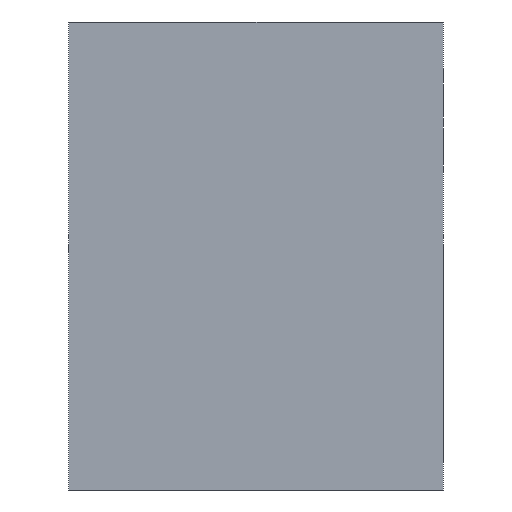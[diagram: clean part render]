
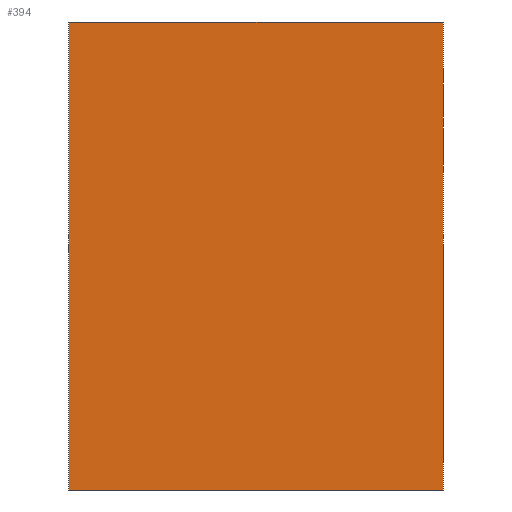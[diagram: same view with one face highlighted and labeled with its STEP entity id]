
A CAD part, left-side view. The second image highlights one B-rep face of the part: STEP entity #394.
In plain terms, the highlighted planar face has unit normal (-1, 0, 0).
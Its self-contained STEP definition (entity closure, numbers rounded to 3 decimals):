
#394 = ADVANCED_FACE( '', ( #896 ), #897, .T. );
#896 = FACE_OUTER_BOUND( '', #1485, .T. );
#897 = PLANE( '', #1486 );
#1485 = EDGE_LOOP( '', ( #2864, #2865, #2866, #2867 ) );
#1486 = AXIS2_PLACEMENT_3D( '', #2868, #2869, #2870 );
#2864 = ORIENTED_EDGE( '', *, *, #3830, .F. );
#2865 = ORIENTED_EDGE( '', *, *, #3865, .F. );
#2866 = ORIENTED_EDGE( '', *, *, #3685, .T. );
#2867 = ORIENTED_EDGE( '', *, *, #3681, .T. );
#2868 = CARTESIAN_POINT( '', ( -75., 40., 25. ) );
#2869 = DIRECTION( '', ( -1., 0., 0. ) );
#2870 = DIRECTION( '', ( 0., 0., 1. ) );
#3681 = EDGE_CURVE( '', #4301, #4298, #4302, .T. );
#3685 = EDGE_CURVE( '', #4307, #4301, #4308, .T. );
#3830 = EDGE_CURVE( '', #4524, #4298, #4525, .T. );
#3865 = EDGE_CURVE( '', #4307, #4524, #4569, .T. );
#4298 = VERTEX_POINT( '', #5477 );
#4301 = VERTEX_POINT( '', #5481 );
#4302 = LINE( '', #5482, #5483 );
#4307 = VERTEX_POINT( '', #5490 );
#4308 = LINE( '', #5491, #5492 );
#4524 = VERTEX_POINT( '', #6159 );
#4525 = LINE( '', #6160, #6161 );
#4569 = LINE( '', #6320, #6321 );
#5477 = CARTESIAN_POINT( '', ( -75., 0., -25. ) );
#5481 = CARTESIAN_POINT( '', ( -75., 40., -25. ) );
#5482 = CARTESIAN_POINT( '', ( -75., 40., -25. ) );
#5483 = VECTOR( '', #6817, 1000. );
#5490 = CARTESIAN_POINT( '', ( -75., 40., 25. ) );
#5491 = CARTESIAN_POINT( '', ( -75., 40., 25. ) );
#5492 = VECTOR( '', #6820, 1000. );
#6159 = CARTESIAN_POINT( '', ( -75., 0., 25. ) );
#6160 = CARTESIAN_POINT( '', ( -75., 0., 25. ) );
#6161 = VECTOR( '', #6955, 1000. );
#6320 = CARTESIAN_POINT( '', ( -75., 40., 25. ) );
#6321 = VECTOR( '', #6980, 1000. );
#6817 = DIRECTION( '', ( 0., -1., 0. ) );
#6820 = DIRECTION( '', ( 0., 0., -1. ) );
#6955 = DIRECTION( '', ( 0., 0., -1. ) );
#6980 = DIRECTION( '', ( 0., -1., 0. ) );
